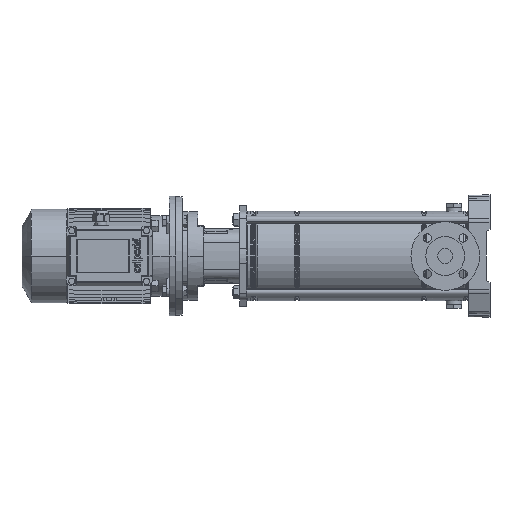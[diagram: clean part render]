
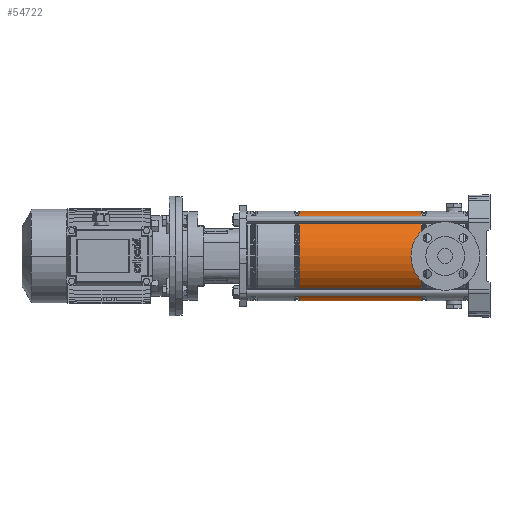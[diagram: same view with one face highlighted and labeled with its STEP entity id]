
A CAD part, left-side view. The second image highlights one B-rep face of the part: STEP entity #54722.
In plain terms, the highlighted cylindrical face has radius 74.9 mm (diameter 149.8 mm), a partial arc.
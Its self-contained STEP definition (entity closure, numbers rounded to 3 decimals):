
#503 = CARTESIAN_POINT ( 'NONE',  ( 0., 0., 87.279 ) ) ;
#2721 = CIRCLE ( 'NONE', #25880, 74.9 ) ;
#5040 = EDGE_CURVE ( 'NONE', #59754, #22228, #40250, .T. ) ;
#6448 = ORIENTED_EDGE ( 'NONE', *, *, #22051, .T. ) ;
#6633 = VECTOR ( 'NONE', #15776, 1000. ) ;
#6757 = CIRCLE ( 'NONE', #31026, 74.9 ) ;
#8606 = DIRECTION ( 'NONE',  ( 0., 0., -1. ) ) ;
#9438 = AXIS2_PLACEMENT_3D ( 'NONE', #48545, #8606, #19466 ) ;
#11708 = DIRECTION ( 'NONE',  ( 0., 0., 1. ) ) ;
#15776 = DIRECTION ( 'NONE',  ( 0., 0., -1. ) ) ;
#17917 = CARTESIAN_POINT ( 'NONE',  ( -74.9, 0., 87.279 ) ) ;
#19466 = DIRECTION ( 'NONE',  ( -1., 0., 0. ) ) ;
#19982 = VERTEX_POINT ( 'NONE', #21552 ) ;
#20031 = EDGE_LOOP ( 'NONE', ( #43590, #34580, #6448, #33606 ) ) ;
#21552 = CARTESIAN_POINT ( 'NONE',  ( 74.9, 0., 291.721 ) ) ;
#22051 = EDGE_CURVE ( 'NONE', #56406, #22228, #6757, .T. ) ;
#22228 = VERTEX_POINT ( 'NONE', #17917 ) ;
#24440 = CARTESIAN_POINT ( 'NONE',  ( -74.9, 0., 0. ) ) ;
#24843 = CARTESIAN_POINT ( 'NONE',  ( 0., 0., 291.721 ) ) ;
#25880 = AXIS2_PLACEMENT_3D ( 'NONE', #24843, #29487, #45311 ) ;
#26686 = CARTESIAN_POINT ( 'NONE',  ( -74.9, 0., 291.721 ) ) ;
#29487 = DIRECTION ( 'NONE',  ( 0., 0., -1. ) ) ;
#31026 = AXIS2_PLACEMENT_3D ( 'NONE', #503, #11708, #31863 ) ;
#31863 = DIRECTION ( 'NONE',  ( 1., 0., 0. ) ) ;
#33606 = ORIENTED_EDGE ( 'NONE', *, *, #5040, .F. ) ;
#34580 = ORIENTED_EDGE ( 'NONE', *, *, #45276, .T. ) ;
#37219 = LINE ( 'NONE', #56032, #6633 ) ;
#40250 = LINE ( 'NONE', #24440, #46340 ) ;
#43590 = ORIENTED_EDGE ( 'NONE', *, *, #49169, .T. ) ;
#43916 = FACE_OUTER_BOUND ( 'NONE', #20031, .T. ) ;
#44561 = CYLINDRICAL_SURFACE ( 'NONE', #9438, 74.9 ) ;
#45221 = DIRECTION ( 'NONE',  ( 0., 0., -1. ) ) ;
#45276 = EDGE_CURVE ( 'NONE', #19982, #56406, #37219, .T. ) ;
#45311 = DIRECTION ( 'NONE',  ( 1., 0., 0. ) ) ;
#46340 = VECTOR ( 'NONE', #45221, 1000. ) ;
#48545 = CARTESIAN_POINT ( 'NONE',  ( 0., 0., 0. ) ) ;
#49169 = EDGE_CURVE ( 'NONE', #59754, #19982, #2721, .T. ) ;
#54722 = ADVANCED_FACE ( 'NONE', ( #43916 ), #44561, .T. ) ;
#55470 = CARTESIAN_POINT ( 'NONE',  ( 74.9, 0., 87.279 ) ) ;
#56032 = CARTESIAN_POINT ( 'NONE',  ( 74.9, 0., 0. ) ) ;
#56406 = VERTEX_POINT ( 'NONE', #55470 ) ;
#59754 = VERTEX_POINT ( 'NONE', #26686 ) ;
